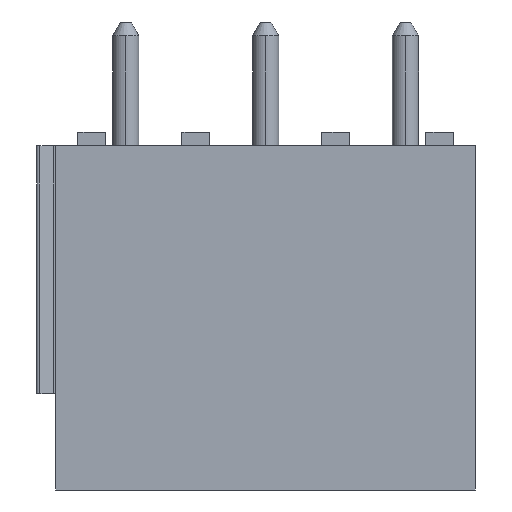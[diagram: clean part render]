
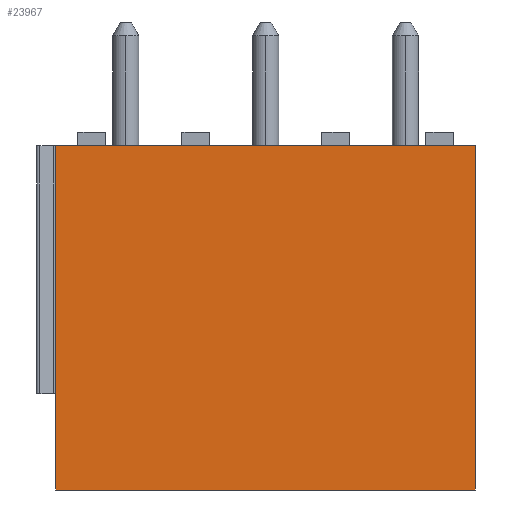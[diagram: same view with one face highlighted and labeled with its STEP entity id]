
A CAD part, front view. The second image highlights one B-rep face of the part: STEP entity #23967.
In plain terms, the highlighted planar face has unit normal (0, -1, 0).
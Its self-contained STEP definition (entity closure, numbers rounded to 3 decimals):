
#19993=DIRECTION('',(1.,0.,0.));
#19994=VECTOR('',#19993,15.24);
#19995=CARTESIAN_POINT('',(0.7,0.,-0.5));
#19996=LINE('',#19995,#19994);
#19997=DIRECTION('',(0.,0.,-1.));
#19998=VECTOR('',#19997,12.5);
#19999=CARTESIAN_POINT('',(15.94,0.,-0.5));
#20000=LINE('',#19999,#19998);
#20001=DIRECTION('',(-1.,0.,0.));
#20002=VECTOR('',#20001,15.24);
#20003=CARTESIAN_POINT('',(15.94,0.,-13.));
#20004=LINE('',#20003,#20002);
#20021=DIRECTION('',(0.,0.,-1.));
#20022=VECTOR('',#20021,12.5);
#20023=CARTESIAN_POINT('',(0.7,0.,-0.5));
#20024=LINE('',#20023,#20022);
#22459=CARTESIAN_POINT('',(15.94,0.,-0.5));
#22460=VERTEX_POINT('',#22459);
#22461=CARTESIAN_POINT('',(0.7,0.,-0.5));
#22462=VERTEX_POINT('',#22461);
#22725=CARTESIAN_POINT('',(0.7,0.,-13.));
#22726=VERTEX_POINT('',#22725);
#22727=CARTESIAN_POINT('',(15.94,0.,-13.));
#22728=VERTEX_POINT('',#22727);
#23955=CARTESIAN_POINT('',(8.32,0.,-6.75));
#23956=DIRECTION('',(0.,1.,0.));
#23957=DIRECTION('',(1.,0.,0.));
#23958=AXIS2_PLACEMENT_3D('',#23955,#23956,#23957);
#23959=PLANE('',#23958);
#23960=ORIENTED_EDGE('',*,*,#23177,.T.);
#23961=ORIENTED_EDGE('',*,*,#23939,.T.);
#23962=ORIENTED_EDGE('',*,*,#23875,.T.);
#23964=ORIENTED_EDGE('',*,*,#23963,.F.);
#23965=EDGE_LOOP('',(#23960,#23961,#23962,#23964));
#23966=FACE_OUTER_BOUND('',#23965,.F.);
#23177=EDGE_CURVE('',#22462,#22460,#19996,.T.);
#23875=EDGE_CURVE('',#22728,#22726,#20004,.T.);
#23939=EDGE_CURVE('',#22460,#22728,#20000,.T.);
#23963=EDGE_CURVE('',#22462,#22726,#20024,.T.);
#23967=ADVANCED_FACE('',(#23966),#23959,.F.);
